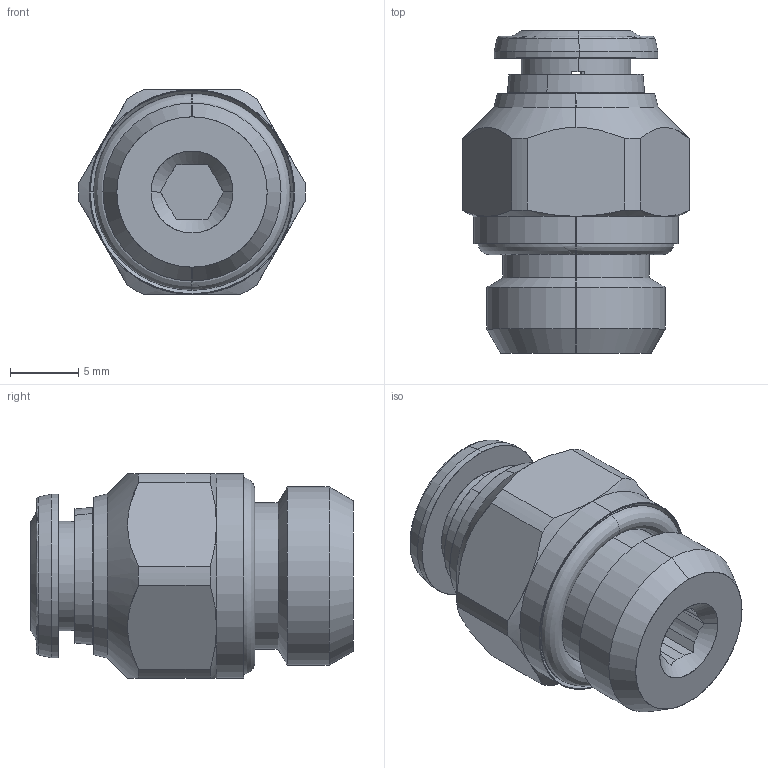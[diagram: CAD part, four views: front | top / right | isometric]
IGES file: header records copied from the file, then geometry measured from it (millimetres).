
Start section: SolidWorks IGES file using analytic representation for surfaces
Global section: file name: 6002000004.IGS; native system: SolidWorks 2008; preprocessor: SolidWorks 2008; author: cad02; date: 080303.094616; units: millimetre
Bounding box: 16.59 x 23.6 x 15 mm (x, y, z)
Surface area: 1817.7 mm2 (no closed solid volume)
Topology: 0 solids, 0 shells, 103 faces, 1128 edges, 1128 vertices
Faces by surface type: revolution 56, bspline 47
